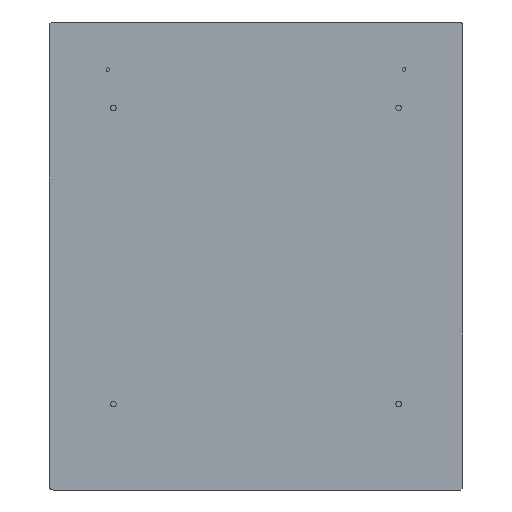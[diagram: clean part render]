
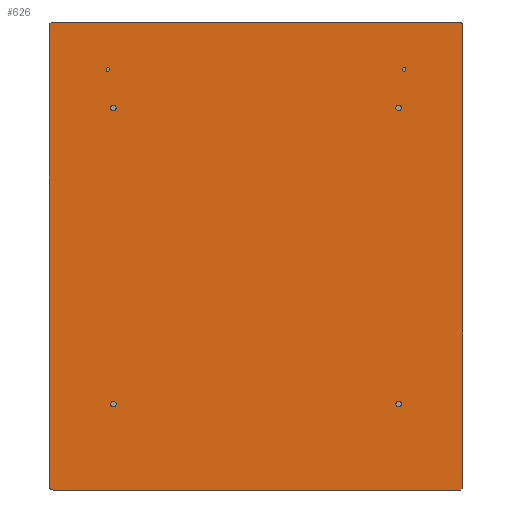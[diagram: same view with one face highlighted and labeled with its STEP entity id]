
A CAD part, left-side view. The second image highlights one B-rep face of the part: STEP entity #626.
In plain terms, the highlighted planar face has unit normal (-1, 0, 0).
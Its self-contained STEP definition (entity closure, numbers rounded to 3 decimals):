
#378=CARTESIAN_POINT('Vertex',(0.,-226.,252.)) ;
#381=CARTESIAN_POINT('Line Origine',(0.,-226.,-1.)) ;
#385=CARTESIAN_POINT('Vertex',(0.,-226.,-254.)) ;
#409=CARTESIAN_POINT('Vertex',(0.,222.,-256.)) ;
#412=CARTESIAN_POINT('Axis2P3D Location',(0.,222.,-252.)) ;
#416=CARTESIAN_POINT('Vertex',(0.,226.,-252.)) ;
#436=CARTESIAN_POINT('Line Origine',(0.,226.,1.)) ;
#440=CARTESIAN_POINT('Vertex',(0.,226.,254.)) ;
#464=CARTESIAN_POINT('Vertex',(0.,-222.,256.)) ;
#467=CARTESIAN_POINT('Axis2P3D Location',(0.,-222.,252.)) ;
#479=CARTESIAN_POINT('Axis2P3D Location',(0.,0.,0.)) ;
#484=CARTESIAN_POINT('Line Origine',(0.,1.,256.)) ;
#488=CARTESIAN_POINT('Vertex',(0.,224.,256.)) ;
#491=CARTESIAN_POINT('Line Origine',(0.,225.,255.)) ;
#496=CARTESIAN_POINT('Line Origine',(0.,-1.,-256.)) ;
#500=CARTESIAN_POINT('Vertex',(0.,-224.,-256.)) ;
#503=CARTESIAN_POINT('Line Origine',(0.,-225.,-255.)) ;
#518=CARTESIAN_POINT('Axis2P3D Location',(0.,-156.,162.)) ;
#522=CARTESIAN_POINT('Vertex',(0.,-153.345,160.55)) ;
#524=CARTESIAN_POINT('Vertex',(0.,-158.655,163.45)) ;
#527=CARTESIAN_POINT('Axis2P3D Location',(0.,-156.,162.)) ;
#536=CARTESIAN_POINT('Axis2P3D Location',(0.,162.,204.)) ;
#540=CARTESIAN_POINT('Vertex',(0.,160.245,204.959)) ;
#542=CARTESIAN_POINT('Vertex',(0.,163.755,203.041)) ;
#545=CARTESIAN_POINT('Axis2P3D Location',(0.,162.,204.)) ;
#554=CARTESIAN_POINT('Axis2P3D Location',(0.,-162.,204.)) ;
#558=CARTESIAN_POINT('Vertex',(0.,-160.245,203.041)) ;
#560=CARTESIAN_POINT('Vertex',(0.,-163.755,204.959)) ;
#563=CARTESIAN_POINT('Axis2P3D Location',(0.,-162.,204.)) ;
#572=CARTESIAN_POINT('Axis2P3D Location',(0.,156.,162.)) ;
#576=CARTESIAN_POINT('Vertex',(0.,153.345,163.45)) ;
#578=CARTESIAN_POINT('Vertex',(0.,158.655,160.55)) ;
#581=CARTESIAN_POINT('Axis2P3D Location',(0.,156.,162.)) ;
#590=CARTESIAN_POINT('Axis2P3D Location',(0.,-156.,-162.)) ;
#594=CARTESIAN_POINT('Vertex',(0.,-158.655,-160.55)) ;
#596=CARTESIAN_POINT('Vertex',(0.,-153.345,-163.45)) ;
#599=CARTESIAN_POINT('Axis2P3D Location',(0.,-156.,-162.)) ;
#608=CARTESIAN_POINT('Axis2P3D Location',(0.,156.,-162.)) ;
#612=CARTESIAN_POINT('Vertex',(0.,153.345,-160.55)) ;
#614=CARTESIAN_POINT('Vertex',(0.,158.655,-163.45)) ;
#617=CARTESIAN_POINT('Axis2P3D Location',(0.,156.,-162.)) ;
#382=DIRECTION('Vector Direction',(0.,0.,-1.)) ;
#413=DIRECTION('Axis2P3D Direction',(-1.,0.,-0.)) ;
#437=DIRECTION('Vector Direction',(0.,0.,1.)) ;
#468=DIRECTION('Axis2P3D Direction',(-1.,0.,0.)) ;
#480=DIRECTION('Axis2P3D Direction',(1.,0.,0.)) ;
#481=DIRECTION('Axis2P3D XDirection',(0.,1.,0.)) ;
#485=DIRECTION('Vector Direction',(0.,1.,0.)) ;
#492=DIRECTION('Vector Direction',(0.,0.707,-0.707)) ;
#497=DIRECTION('Vector Direction',(0.,-1.,0.)) ;
#504=DIRECTION('Vector Direction',(0.,0.707,-0.707)) ;
#519=DIRECTION('Axis2P3D Direction',(1.,0.,0.)) ;
#528=DIRECTION('Axis2P3D Direction',(1.,0.,0.)) ;
#537=DIRECTION('Axis2P3D Direction',(1.,0.,0.)) ;
#546=DIRECTION('Axis2P3D Direction',(1.,0.,0.)) ;
#555=DIRECTION('Axis2P3D Direction',(1.,0.,0.)) ;
#564=DIRECTION('Axis2P3D Direction',(1.,0.,0.)) ;
#573=DIRECTION('Axis2P3D Direction',(1.,0.,0.)) ;
#582=DIRECTION('Axis2P3D Direction',(1.,0.,0.)) ;
#591=DIRECTION('Axis2P3D Direction',(1.,0.,0.)) ;
#600=DIRECTION('Axis2P3D Direction',(1.,0.,0.)) ;
#609=DIRECTION('Axis2P3D Direction',(1.,0.,0.)) ;
#618=DIRECTION('Axis2P3D Direction',(1.,0.,0.)) ;
#414=AXIS2_PLACEMENT_3D('Circle Axis2P3D',#412,#413,$) ;
#469=AXIS2_PLACEMENT_3D('Circle Axis2P3D',#467,#468,$) ;
#482=AXIS2_PLACEMENT_3D('Plane Axis2P3D',#479,#480,#481) ;
#520=AXIS2_PLACEMENT_3D('Circle Axis2P3D',#518,#519,$) ;
#529=AXIS2_PLACEMENT_3D('Circle Axis2P3D',#527,#528,$) ;
#538=AXIS2_PLACEMENT_3D('Circle Axis2P3D',#536,#537,$) ;
#547=AXIS2_PLACEMENT_3D('Circle Axis2P3D',#545,#546,$) ;
#556=AXIS2_PLACEMENT_3D('Circle Axis2P3D',#554,#555,$) ;
#565=AXIS2_PLACEMENT_3D('Circle Axis2P3D',#563,#564,$) ;
#574=AXIS2_PLACEMENT_3D('Circle Axis2P3D',#572,#573,$) ;
#583=AXIS2_PLACEMENT_3D('Circle Axis2P3D',#581,#582,$) ;
#592=AXIS2_PLACEMENT_3D('Circle Axis2P3D',#590,#591,$) ;
#601=AXIS2_PLACEMENT_3D('Circle Axis2P3D',#599,#600,$) ;
#610=AXIS2_PLACEMENT_3D('Circle Axis2P3D',#608,#609,$) ;
#619=AXIS2_PLACEMENT_3D('Circle Axis2P3D',#617,#618,$) ;
#509=ORIENTED_EDGE('',*,*,#471,.T.) ;
#510=ORIENTED_EDGE('',*,*,#490,.F.) ;
#511=ORIENTED_EDGE('',*,*,#495,.T.) ;
#512=ORIENTED_EDGE('',*,*,#442,.F.) ;
#513=ORIENTED_EDGE('',*,*,#418,.T.) ;
#514=ORIENTED_EDGE('',*,*,#502,.F.) ;
#515=ORIENTED_EDGE('',*,*,#507,.T.) ;
#516=ORIENTED_EDGE('',*,*,#387,.F.) ;
#533=ORIENTED_EDGE('',*,*,#526,.T.) ;
#534=ORIENTED_EDGE('',*,*,#531,.T.) ;
#551=ORIENTED_EDGE('',*,*,#544,.T.) ;
#552=ORIENTED_EDGE('',*,*,#549,.T.) ;
#569=ORIENTED_EDGE('',*,*,#562,.T.) ;
#570=ORIENTED_EDGE('',*,*,#567,.T.) ;
#587=ORIENTED_EDGE('',*,*,#580,.T.) ;
#588=ORIENTED_EDGE('',*,*,#585,.T.) ;
#605=ORIENTED_EDGE('',*,*,#598,.T.) ;
#606=ORIENTED_EDGE('',*,*,#603,.T.) ;
#623=ORIENTED_EDGE('',*,*,#616,.T.) ;
#624=ORIENTED_EDGE('',*,*,#621,.T.) ;
#535=FACE_BOUND('',#532,.T.) ;
#553=FACE_BOUND('',#550,.T.) ;
#571=FACE_BOUND('',#568,.T.) ;
#589=FACE_BOUND('',#586,.T.) ;
#607=FACE_BOUND('',#604,.T.) ;
#625=FACE_BOUND('',#622,.T.) ;
#383=VECTOR('Line Direction',#382,1.) ;
#438=VECTOR('Line Direction',#437,1.) ;
#486=VECTOR('Line Direction',#485,1.) ;
#493=VECTOR('Line Direction',#492,1.) ;
#498=VECTOR('Line Direction',#497,1.) ;
#505=VECTOR('Line Direction',#504,1.) ;
#626=ADVANCED_FACE('Corps principal',(#517,#535,#553,#571,#589,#607,#625),#483,.F.) ;
#415=CIRCLE('generated circle',#414,4.) ;
#470=CIRCLE('generated circle',#469,4.) ;
#521=CIRCLE('generated circle',#520,3.025) ;
#530=CIRCLE('generated circle',#529,3.025) ;
#539=CIRCLE('generated circle',#538,2.) ;
#548=CIRCLE('generated circle',#547,2.) ;
#557=CIRCLE('generated circle',#556,2.) ;
#566=CIRCLE('generated circle',#565,2.) ;
#575=CIRCLE('generated circle',#574,3.025) ;
#584=CIRCLE('generated circle',#583,3.025) ;
#593=CIRCLE('generated circle',#592,3.025) ;
#602=CIRCLE('generated circle',#601,3.025) ;
#611=CIRCLE('generated circle',#610,3.025) ;
#620=CIRCLE('generated circle',#619,3.025) ;
#387=EDGE_CURVE('',#379,#386,#384,.T.) ;
#418=EDGE_CURVE('',#417,#410,#415,.T.) ;
#442=EDGE_CURVE('',#417,#441,#439,.T.) ;
#471=EDGE_CURVE('',#379,#465,#470,.T.) ;
#490=EDGE_CURVE('',#489,#465,#487,.F.) ;
#495=EDGE_CURVE('',#489,#441,#494,.T.) ;
#502=EDGE_CURVE('',#501,#410,#499,.F.) ;
#507=EDGE_CURVE('',#501,#386,#506,.F.) ;
#526=EDGE_CURVE('',#523,#525,#521,.T.) ;
#531=EDGE_CURVE('',#525,#523,#530,.T.) ;
#544=EDGE_CURVE('',#541,#543,#539,.T.) ;
#549=EDGE_CURVE('',#543,#541,#548,.T.) ;
#562=EDGE_CURVE('',#559,#561,#557,.T.) ;
#567=EDGE_CURVE('',#561,#559,#566,.T.) ;
#580=EDGE_CURVE('',#577,#579,#575,.T.) ;
#585=EDGE_CURVE('',#579,#577,#584,.T.) ;
#598=EDGE_CURVE('',#595,#597,#593,.T.) ;
#603=EDGE_CURVE('',#597,#595,#602,.T.) ;
#616=EDGE_CURVE('',#613,#615,#611,.T.) ;
#621=EDGE_CURVE('',#615,#613,#620,.T.) ;
#508=EDGE_LOOP('',(#509,#510,#511,#512,#513,#514,#515,#516)) ;
#532=EDGE_LOOP('',(#533,#534)) ;
#550=EDGE_LOOP('',(#551,#552)) ;
#568=EDGE_LOOP('',(#569,#570)) ;
#586=EDGE_LOOP('',(#587,#588)) ;
#604=EDGE_LOOP('',(#605,#606)) ;
#622=EDGE_LOOP('',(#623,#624)) ;
#517=FACE_OUTER_BOUND('',#508,.T.) ;
#384=LINE('Line',#381,#383) ;
#439=LINE('Line',#436,#438) ;
#487=LINE('Line',#484,#486) ;
#494=LINE('Line',#491,#493) ;
#499=LINE('Line',#496,#498) ;
#506=LINE('Line',#503,#505) ;
#483=PLANE('',#482) ;
#379=VERTEX_POINT('',#378) ;
#386=VERTEX_POINT('',#385) ;
#410=VERTEX_POINT('',#409) ;
#417=VERTEX_POINT('',#416) ;
#441=VERTEX_POINT('',#440) ;
#465=VERTEX_POINT('',#464) ;
#489=VERTEX_POINT('',#488) ;
#501=VERTEX_POINT('',#500) ;
#523=VERTEX_POINT('',#522) ;
#525=VERTEX_POINT('',#524) ;
#541=VERTEX_POINT('',#540) ;
#543=VERTEX_POINT('',#542) ;
#559=VERTEX_POINT('',#558) ;
#561=VERTEX_POINT('',#560) ;
#577=VERTEX_POINT('',#576) ;
#579=VERTEX_POINT('',#578) ;
#595=VERTEX_POINT('',#594) ;
#597=VERTEX_POINT('',#596) ;
#613=VERTEX_POINT('',#612) ;
#615=VERTEX_POINT('',#614) ;
